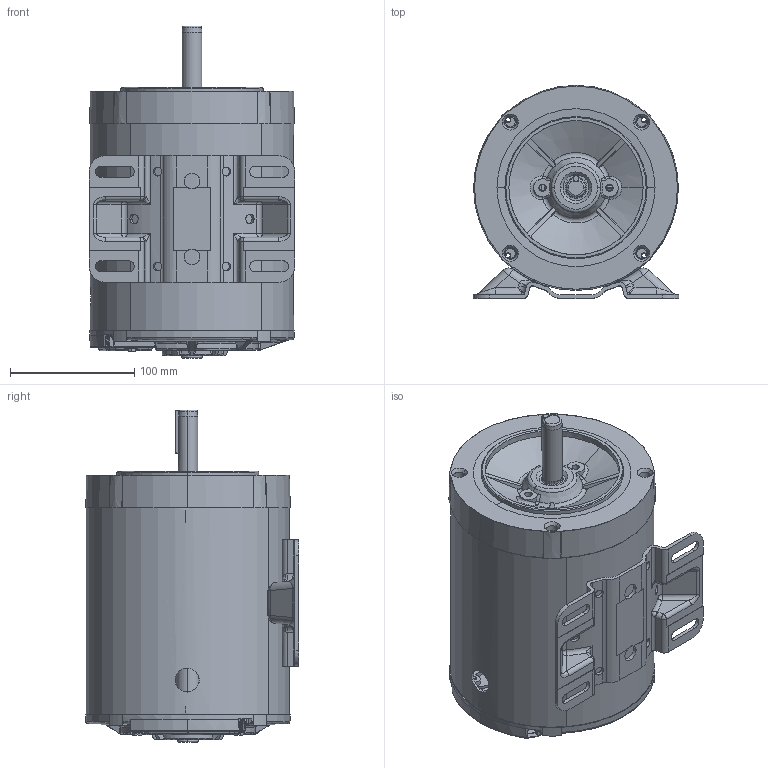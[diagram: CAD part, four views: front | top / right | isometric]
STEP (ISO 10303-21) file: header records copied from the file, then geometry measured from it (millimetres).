
FILE_DESCRIPTION (( 'STEP AP203' ), '1' );
FILE_NAME ('D390.STEP', '2015-07-01T20:01:00', ( 'admin' ), ( 'REGAL' ), 'SwSTEP 2.0', 'SolidWorks 2011', '' );
FILE_SCHEMA (( 'CONFIG_CONTROL_DESIGN' ));
Length unit declared in the file: inch
Products named in the file (1): D390
Bounding box: 165.1 x 171.19 x 266.74 mm (x, y, z)
Volume: 546841.7 mm3; surface area: 386126.8 mm2
Topology: 11 solids, 11 shells, 3018 faces, 8032 edges, 4973 vertices
Faces by surface type: plane 931, bspline 705, cylinder 583, cone 415, torus 361, sphere 23
Entity records: 123702 total; most frequent: CARTESIAN_POINT 56234, ORIENTED_EDGE 15916, DIRECTION 12079, EDGE_CURVE 7958, VERTEX_POINT 4967, AXIS2_PLACEMENT_3D 4949, EDGE_LOOP 3143, FACE_OUTER_BOUND 3018
